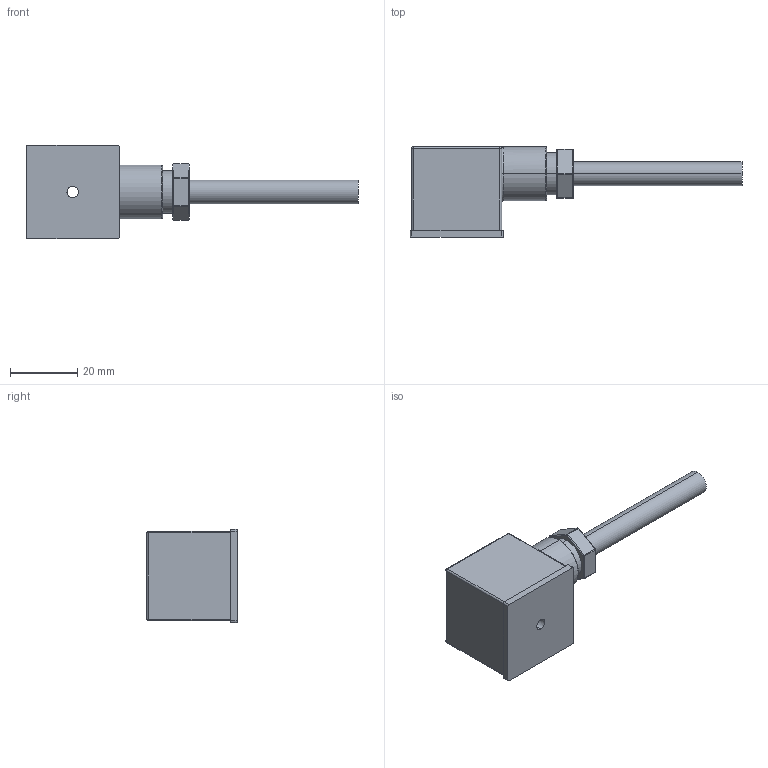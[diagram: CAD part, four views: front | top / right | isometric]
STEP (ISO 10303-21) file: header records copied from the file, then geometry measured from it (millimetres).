
FILE_DESCRIPTION (( 'STEP AP214' ), '1' );
FILE_NAME ('CNT00026_03.STEP', '2018-09-18T11:34:47', ( '' ), ( '' ), 'SwSTEP 2.0', 'SolidWorks 2018', '' );
FILE_SCHEMA (( 'AUTOMOTIVE_DESIGN' ));
Length unit declared in the file: millimetre
Products named in the file (1): CNT00026_03
Bounding box: 98.5 x 26.8 x 27.7 mm (x, y, z)
Volume: 24636.8 mm3; surface area: 7357.6 mm2
Topology: 1 solids, 1 shells, 95 faces, 215 edges, 114 vertices
Faces by surface type: cylinder 43, plane 23, sphere 16, torus 7, bspline 6
Entity records: 2704 total; most frequent: CARTESIAN_POINT 587, DIRECTION 472, ORIENTED_EDGE 402, EDGE_CURVE 201, AXIS2_PLACEMENT_3D 193, VERTEX_POINT 114, EDGE_LOOP 103, CIRCLE 103
